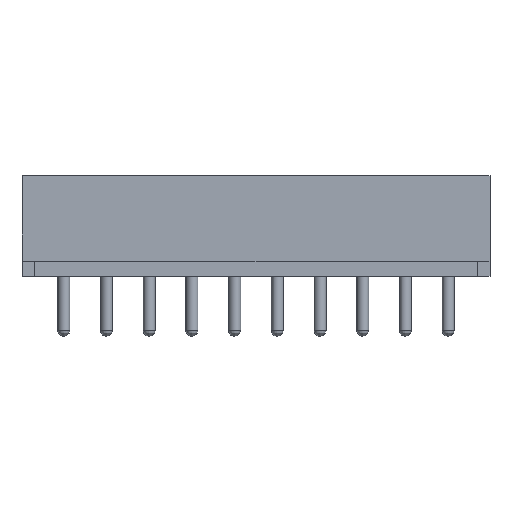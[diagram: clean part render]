
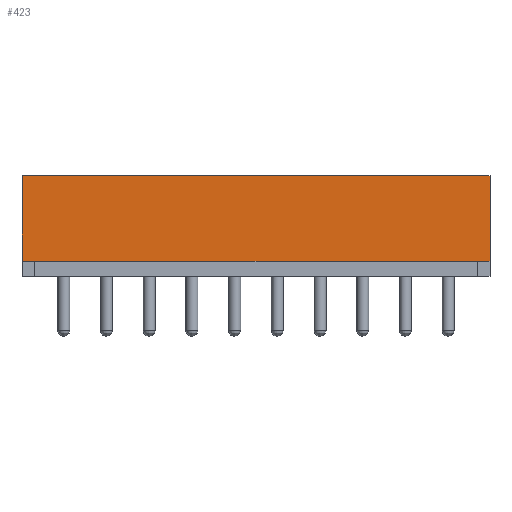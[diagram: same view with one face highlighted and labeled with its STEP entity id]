
A CAD part, front view. The second image highlights one B-rep face of the part: STEP entity #423.
In plain terms, the highlighted planar face has unit normal (0, -1, 0).
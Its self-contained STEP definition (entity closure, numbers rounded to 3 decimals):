
#423 = ADVANCED_FACE( '', ( #798 ), #799, .T. );
#798 = FACE_OUTER_BOUND( '', #1195, .T. );
#799 = PLANE( '', #1196 );
#1195 = EDGE_LOOP( '', ( #2001, #2002, #2003, #2004 ) );
#1196 = AXIS2_PLACEMENT_3D( '', #2005, #2006, #2007 );
#2001 = ORIENTED_EDGE( '', *, *, #2341, .F. );
#2002 = ORIENTED_EDGE( '', *, *, #2228, .T. );
#2003 = ORIENTED_EDGE( '', *, *, #2328, .T. );
#2004 = ORIENTED_EDGE( '', *, *, #2289, .T. );
#2005 = CARTESIAN_POINT( '', ( 13.7, -2.45, -2.95 ) );
#2006 = DIRECTION( '', ( 0., -1., 0. ) );
#2007 = DIRECTION( '', ( 0., 0., -1. ) );
#2228 = EDGE_CURVE( '', #2664, #2662, #2665, .T. );
#2289 = EDGE_CURVE( '', #2750, #2748, #2751, .T. );
#2328 = EDGE_CURVE( '', #2662, #2750, #2795, .T. );
#2341 = EDGE_CURVE( '', #2664, #2748, #2808, .T. );
#2662 = VERTEX_POINT( '', #3272 );
#2664 = VERTEX_POINT( '', #3275 );
#2665 = LINE( '', #3276, #3277 );
#2748 = VERTEX_POINT( '', #3393 );
#2750 = VERTEX_POINT( '', #3396 );
#2751 = LINE( '', #3397, #3398 );
#2795 = LINE( '', #3458, #3459 );
#2808 = LINE( '', #3475, #3476 );
#3272 = CARTESIAN_POINT( '', ( 13.7, -2.45, -2.05 ) );
#3275 = CARTESIAN_POINT( '', ( -13.7, -2.45, -2.05 ) );
#3276 = CARTESIAN_POINT( '', ( 12.95, -2.45, -2.05 ) );
#3277 = VECTOR( '', #3657, 1000. );
#3393 = CARTESIAN_POINT( '', ( -13.7, -2.45, 2.95 ) );
#3396 = CARTESIAN_POINT( '', ( 13.7, -2.45, 2.95 ) );
#3397 = CARTESIAN_POINT( '', ( 13.7, -2.45, 2.95 ) );
#3398 = VECTOR( '', #3719, 1000. );
#3458 = CARTESIAN_POINT( '', ( 13.7, -2.45, -2.95 ) );
#3459 = VECTOR( '', #3748, 1000. );
#3475 = CARTESIAN_POINT( '', ( -13.7, -2.45, -2.95 ) );
#3476 = VECTOR( '', #3752, 1000. );
#3657 = DIRECTION( '', ( 1., 0., 0. ) );
#3719 = DIRECTION( '', ( -1., 0., 0. ) );
#3748 = DIRECTION( '', ( 0., 0., 1. ) );
#3752 = DIRECTION( '', ( 0., 0., 1. ) );
